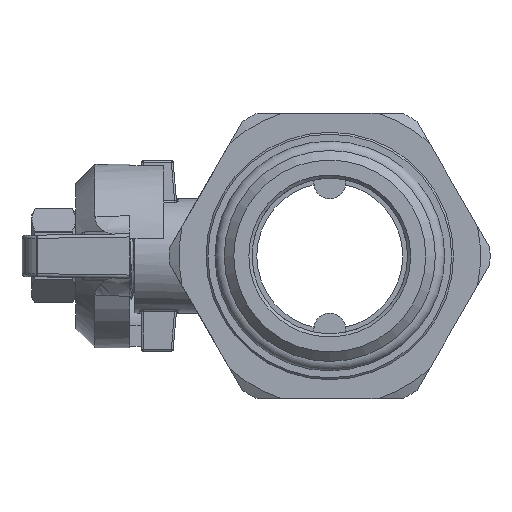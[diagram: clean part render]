
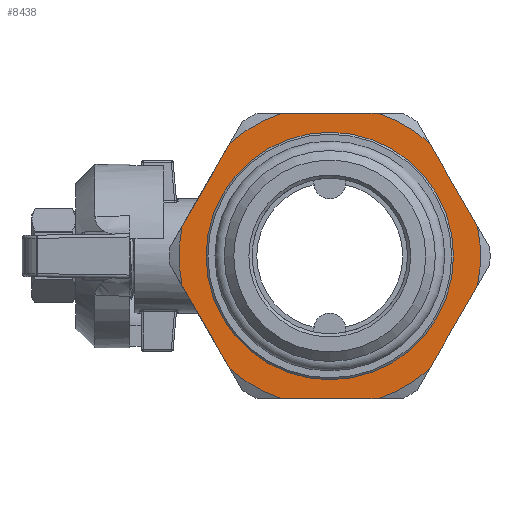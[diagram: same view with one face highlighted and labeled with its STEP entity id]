
A CAD part, front view. The second image highlights one B-rep face of the part: STEP entity #8438.
In plain terms, the highlighted face is planar.
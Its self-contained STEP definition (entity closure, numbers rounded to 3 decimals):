
#860=LINE('',#12380,#1117);
#861=LINE('',#12385,#1118);
#862=LINE('',#12389,#1119);
#863=LINE('',#12393,#1120);
#864=LINE('',#12397,#1121);
#865=LINE('',#12401,#1122);
#1117=VECTOR('',#10153,1000.);
#1118=VECTOR('',#10156,1000.);
#1119=VECTOR('',#10159,1000.);
#1120=VECTOR('',#10162,1000.);
#1121=VECTOR('',#10165,1000.);
#1122=VECTOR('',#10168,1000.);
#1314=PLANE('',#9060);
#2011=ORIENTED_EDGE('',*,*,#3802,.F.);
#2012=ORIENTED_EDGE('',*,*,#3803,.T.);
#2013=ORIENTED_EDGE('',*,*,#3804,.T.);
#2014=ORIENTED_EDGE('',*,*,#3805,.T.);
#2015=ORIENTED_EDGE('',*,*,#3806,.T.);
#2016=ORIENTED_EDGE('',*,*,#3807,.T.);
#2017=ORIENTED_EDGE('',*,*,#3808,.T.);
#2018=ORIENTED_EDGE('',*,*,#3809,.T.);
#2019=ORIENTED_EDGE('',*,*,#3810,.T.);
#2020=ORIENTED_EDGE('',*,*,#3811,.T.);
#2021=ORIENTED_EDGE('',*,*,#3812,.T.);
#2022=ORIENTED_EDGE('',*,*,#3813,.T.);
#2023=ORIENTED_EDGE('',*,*,#3814,.T.);
#3802=EDGE_CURVE('',#4745,#4745,#5389,.T.);
#3803=EDGE_CURVE('',#4746,#4747,#860,.T.);
#3804=EDGE_CURVE('',#4747,#4748,#5390,.T.);
#3805=EDGE_CURVE('',#4748,#4749,#861,.T.);
#3806=EDGE_CURVE('',#4749,#4750,#5391,.T.);
#3807=EDGE_CURVE('',#4750,#4751,#862,.T.);
#3808=EDGE_CURVE('',#4751,#4752,#5392,.T.);
#3809=EDGE_CURVE('',#4752,#4753,#863,.T.);
#3810=EDGE_CURVE('',#4753,#4754,#5393,.T.);
#3811=EDGE_CURVE('',#4754,#4755,#864,.T.);
#3812=EDGE_CURVE('',#4755,#4756,#5394,.T.);
#3813=EDGE_CURVE('',#4756,#4757,#865,.T.);
#3814=EDGE_CURVE('',#4757,#4746,#5395,.T.);
#4745=VERTEX_POINT('',#12379);
#4746=VERTEX_POINT('',#12381);
#4747=VERTEX_POINT('',#12382);
#4748=VERTEX_POINT('',#12384);
#4749=VERTEX_POINT('',#12386);
#4750=VERTEX_POINT('',#12388);
#4751=VERTEX_POINT('',#12390);
#4752=VERTEX_POINT('',#12392);
#4753=VERTEX_POINT('',#12394);
#4754=VERTEX_POINT('',#12396);
#4755=VERTEX_POINT('',#12398);
#4756=VERTEX_POINT('',#12400);
#4757=VERTEX_POINT('',#12402);
#5389=CIRCLE('',#9061,17.25);
#5390=CIRCLE('',#9062,23.75);
#5391=CIRCLE('',#9063,23.75);
#5392=CIRCLE('',#9064,23.75);
#5393=CIRCLE('',#9065,23.75);
#5394=CIRCLE('',#9066,23.75);
#5395=CIRCLE('',#9067,23.75);
#5765=EDGE_LOOP('',(#2011));
#5766=EDGE_LOOP('',(#2012,#2013,#2014,#2015,#2016,#2017,#2018,#2019,#2020,
#2021,#2022,#2023));
#6316=FACE_BOUND('',#5765,.T.);
#6317=FACE_BOUND('',#5766,.T.);
#8438=ADVANCED_FACE('',(#6316,#6317),#1314,.T.);
#9060=AXIS2_PLACEMENT_3D('',#12377,#10149,#10150);
#9061=AXIS2_PLACEMENT_3D('',#12378,#10151,#10152);
#9062=AXIS2_PLACEMENT_3D('',#12383,#10154,#10155);
#9063=AXIS2_PLACEMENT_3D('',#12387,#10157,#10158);
#9064=AXIS2_PLACEMENT_3D('',#12391,#10160,#10161);
#9065=AXIS2_PLACEMENT_3D('',#12395,#10163,#10164);
#9066=AXIS2_PLACEMENT_3D('',#12399,#10166,#10167);
#9067=AXIS2_PLACEMENT_3D('',#12403,#10169,#10170);
#10149=DIRECTION('',(0.,1.,0.));
#10150=DIRECTION('',(0.,0.,1.));
#10151=DIRECTION('',(0.,1.,0.));
#10152=DIRECTION('',(-1.,0.,0.));
#10153=DIRECTION('',(-0.5,0.,-0.866));
#10154=DIRECTION('',(0.,1.,0.));
#10155=DIRECTION('',(0.,0.,1.));
#10156=DIRECTION('',(-1.,0.,0.));
#10157=DIRECTION('',(0.,1.,0.));
#10158=DIRECTION('',(0.,0.,1.));
#10159=DIRECTION('',(-0.5,0.,0.866));
#10160=DIRECTION('',(0.,1.,0.));
#10161=DIRECTION('',(0.,0.,1.));
#10162=DIRECTION('',(0.5,0.,0.866));
#10163=DIRECTION('',(0.,1.,0.));
#10164=DIRECTION('',(0.,0.,1.));
#10165=DIRECTION('',(1.,0.,0.));
#10166=DIRECTION('',(0.,1.,0.));
#10167=DIRECTION('',(0.,0.,1.));
#10168=DIRECTION('',(0.5,0.,-0.866));
#10169=DIRECTION('',(0.,1.,0.));
#10170=DIRECTION('',(0.,0.,1.));
#12377=CARTESIAN_POINT('',(0.,17.,0.));
#12378=CARTESIAN_POINT('',(0.,17.,0.));
#12379=CARTESIAN_POINT('',(-17.25,17.,0.));
#12380=CARTESIAN_POINT('',(19.486,17.,-11.25));
#12381=CARTESIAN_POINT('',(23.287,17.,-4.665));
#12382=CARTESIAN_POINT('',(15.684,17.,-17.835));
#12383=CARTESIAN_POINT('',(0.,17.,0.));
#12384=CARTESIAN_POINT('',(7.603,17.,-22.5));
#12385=CARTESIAN_POINT('',(0.,17.,-22.5));
#12386=CARTESIAN_POINT('',(-7.603,17.,-22.5));
#12387=CARTESIAN_POINT('',(0.,17.,0.));
#12388=CARTESIAN_POINT('',(-15.684,17.,-17.835));
#12389=CARTESIAN_POINT('',(-19.486,17.,-11.25));
#12390=CARTESIAN_POINT('',(-23.287,17.,-4.665));
#12391=CARTESIAN_POINT('',(0.,17.,0.));
#12392=CARTESIAN_POINT('',(-23.287,17.,4.665));
#12393=CARTESIAN_POINT('',(-19.486,17.,11.25));
#12394=CARTESIAN_POINT('',(-15.684,17.,17.835));
#12395=CARTESIAN_POINT('',(0.,17.,0.));
#12396=CARTESIAN_POINT('',(-7.603,17.,22.5));
#12397=CARTESIAN_POINT('',(0.,17.,22.5));
#12398=CARTESIAN_POINT('',(7.603,17.,22.5));
#12399=CARTESIAN_POINT('',(0.,17.,0.));
#12400=CARTESIAN_POINT('',(15.684,17.,17.835));
#12401=CARTESIAN_POINT('',(19.486,17.,11.25));
#12402=CARTESIAN_POINT('',(23.287,17.,4.665));
#12403=CARTESIAN_POINT('',(0.,17.,0.));
